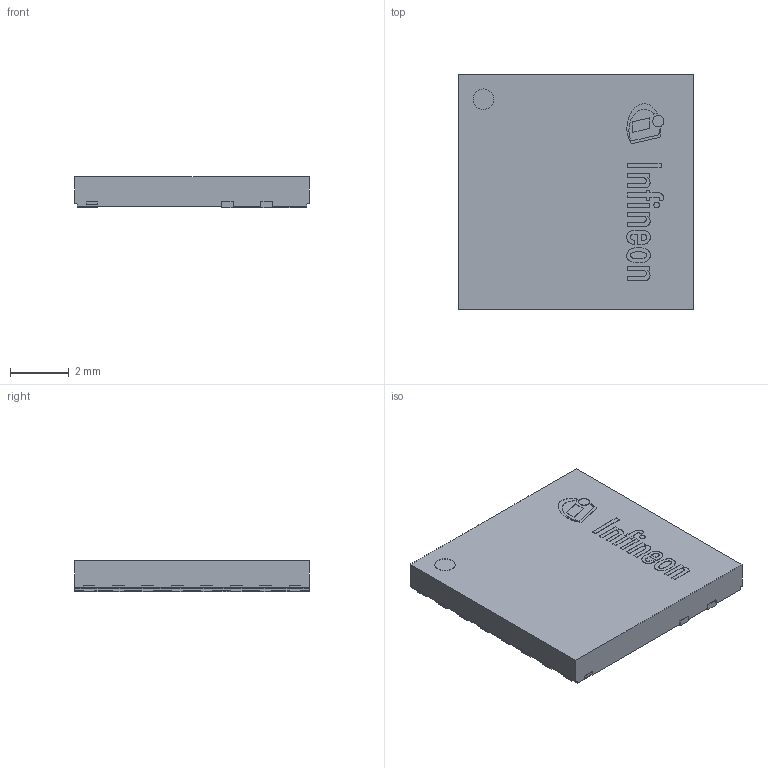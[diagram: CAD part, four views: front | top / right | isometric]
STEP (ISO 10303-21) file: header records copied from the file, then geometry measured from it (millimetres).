
FILE_DESCRIPTION(/* description */ (''),/* implementation_level */ '2;1');
FILE_NAME(/* name */ 'PG-TISON-8-6_Z8B00197748_V01_3D.stp',/* time_stamp */ '2023-05-17T15:18:08+06:00',/* author */ ('Subramani'),/* organization */ (''),/* preprocessor_version */ 'ST-DEVELOPER v16.13',/* originating_system */ 'AutoCAD Mechanical',/* authorisation */ '');
FILE_SCHEMA (('AUTOMOTIVE_DESIGN { 1 0 10303 214 3 1 1 }'));
Length unit declared in the file: millimetre
Products named in the file (1): Product
Bounding box: 8 x 8 x 1.06 mm (x, y, z)
Volume: 64.7 mm3; surface area: 225 mm2
Topology: 24 solids, 24 shells, 525 faces, 1428 edges, 952 vertices
Faces by surface type: plane 371, cylinder 136, bspline 18
Full cylindrical faces by diameter (mm): 0.19 x1, 0.384 x1, 0.7 x2
Entity records: 16706 total; most frequent: CARTESIAN_POINT 3308, ORIENTED_EDGE 2848, DIRECTION 2676, EDGE_CURVE 1424, LINE 1116, VECTOR 1116, VERTEX_POINT 952, AXIS2_PLACEMENT_3D 780
